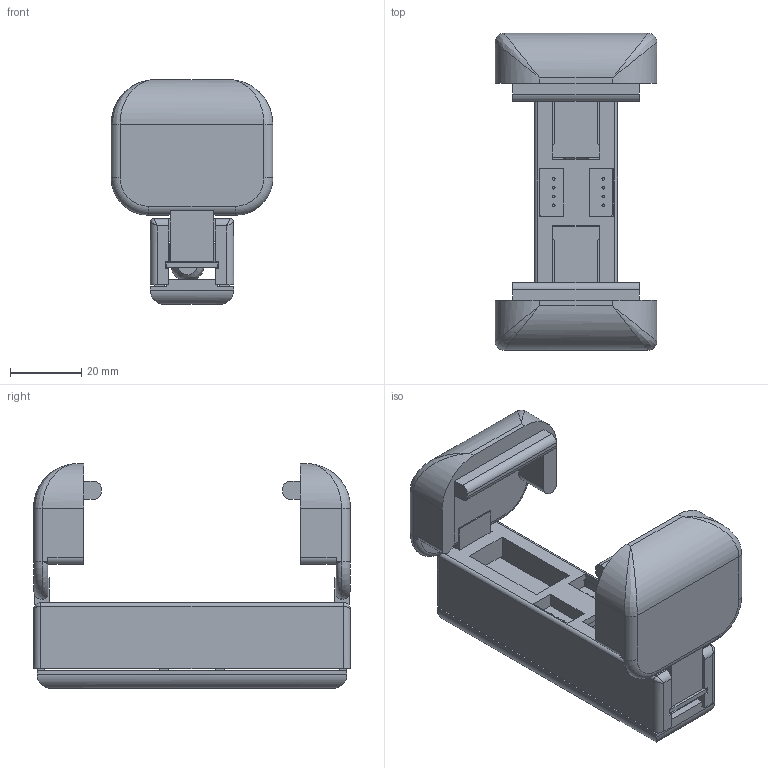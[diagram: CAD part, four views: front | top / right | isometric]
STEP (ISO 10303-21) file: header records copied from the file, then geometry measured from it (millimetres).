
FILE_DESCRIPTION(/* description */ (''),/* implementation_level */ '2;1');
FILE_NAME(/* name */ 'Case v19.step',/* time_stamp */ '2021-11-11T17:43:42-05:00',/* author */ (''),/* organization */ (''),/* preprocessor_version */ 'ST-DEVELOPER v18.1',/* originating_system */ 'Autodesk Translation Framework v10.10.0.1391',/* authorisation */ '');
FILE_SCHEMA (('AUTOMOTIVE_DESIGN { 1 0 10303 214 3 1 1 }'));
Length unit declared in the file: millimetre
Products named in the file (2): Case; LED1
Assembly tree (1 placements, depth 2):
  Case
    LED1
Bounding box: 45.32 x 88.78 x 63 mm (x, y, z)
Volume: 54509.6 mm3; surface area: 32780.1 mm2
Topology: 8 solids, 8 shells, 280 faces, 742 edges, 473 vertices
Faces by surface type: plane 192, cylinder 67, bspline 11, torus 9, cone 1
Full cylindrical faces by diameter (mm): 0.83 x8, 0.946 x1, 1 x3, 2 x2, 2.43 x2
Entity records: 9045 total; most frequent: CARTESIAN_POINT 1893, ORIENTED_EDGE 1468, DIRECTION 1428, EDGE_CURVE 734, LINE 574, VECTOR 574, VERTEX_POINT 473, AXIS2_PLACEMENT_3D 427
